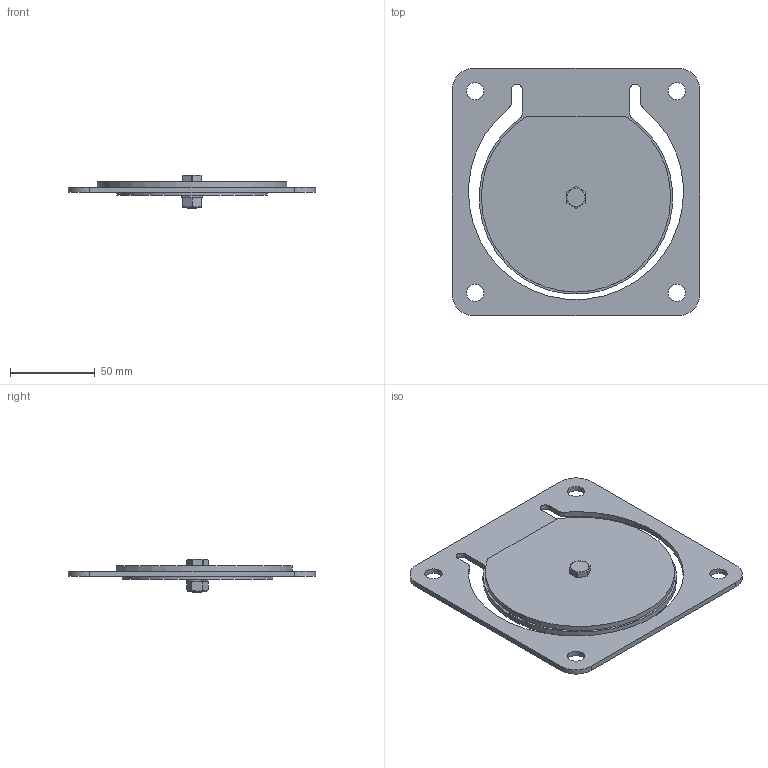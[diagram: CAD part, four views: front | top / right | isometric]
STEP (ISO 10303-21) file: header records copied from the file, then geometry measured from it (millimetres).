
FILE_DESCRIPTION(/* description */ ('INLET FLANGE CHECK GASKET'),/* implementation_level */ '2;1');
FILE_NAME(/* name */ '16706.stp',/* time_stamp */ '2017-05-30T11:50:01-04:00',/* author */ ('MJC'),/* organization */ (''),/* preprocessor_version */ 'ST-DEVELOPER v16.5',/* originating_system */ 'Autodesk Inventor 2017',/* authorisation */ '');
FILE_SCHEMA (('AUTOMOTIVE_DESIGN { 1 0 10303 214 3 1 1 }'));
Length unit declared in the file: inch
Products named in the file (7): 16706; 16012; 16015; 16014; 16017; 16018; 16021
Assembly tree (6 placements, depth 2):
  16706
    16012
    16015
    16014
    16017
    16018
    16021
Bounding box: 146.05 x 146.05 x 19.84 mm (x, y, z)
Volume: 99728.5 mm3; surface area: 76637.8 mm2
Topology: 6 solids, 6 shells, 225 faces, 497 edges, 286 vertices
Faces by surface type: cylinder 99, cone 89, plane 37
Full cylindrical faces by diameter (mm): 6.35 x1, 7.112 x2, 10.16 x4, 88.9 x1
Entity records: 7804 total; most frequent: CARTESIAN_POINT 2706, DIRECTION 1066, ORIENTED_EDGE 970, EDGE_CURVE 485, AXIS2_PLACEMENT_3D 422, VERTEX_POINT 284, EDGE_LOOP 255, FACE_OUTER_BOUND 225
